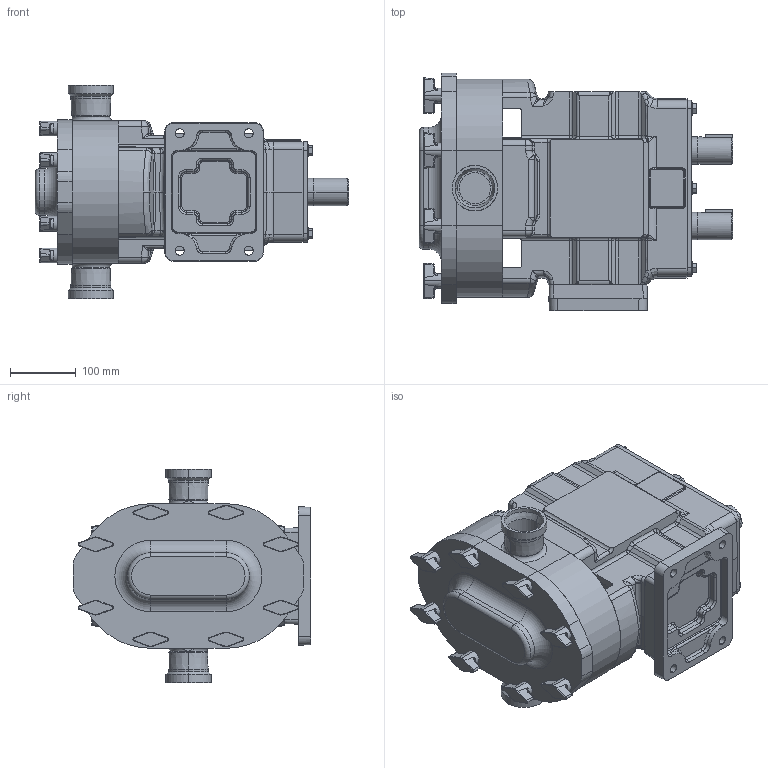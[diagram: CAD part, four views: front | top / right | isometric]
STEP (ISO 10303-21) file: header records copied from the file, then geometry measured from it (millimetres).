
FILE_DESCRIPTION (( 'STEP AP214' ), '1' );
FILE_NAME ('TRA10-0450-018.STEP', '2024-03-26T18:43:21', ( '' ), ( '' ), 'SwSTEP 2.0', 'SolidWorks 2022', '' );
FILE_SCHEMA (( 'AUTOMOTIVE_DESIGN' ));
Length unit declared in the file: inch
Products named in the file (5): TRA10-0450-018; 0600NPT20; TRA10-0600-GEARBOX-H; TRA10-0600-COVER-STD; TRA10-0450-BODY
Assembly tree (5 placements, depth 2):
  TRA10-0450-018
    TRA10-0600-GEARBOX-H
    TRA10-0450-BODY
    TRA10-0600-COVER-STD
    0600NPT20  x2
Bounding box: 475.32 x 360.3 x 323.85 mm (x, y, z)
Volume: 19440312.4 mm3; surface area: 874938.6 mm2
Topology: 5 solids, 5 shells, 1044 faces, 2536 edges, 1502 vertices
Faces by surface type: cylinder 371, plane 281, bspline 206, torus 96, cone 74, sphere 16
Entity records: 38174 total; most frequent: CARTESIAN_POINT 16226, ORIENTED_EDGE 4936, DIRECTION 4194, EDGE_CURVE 2468, AXIS2_PLACEMENT_3D 1618, VERTEX_POINT 1480, EDGE_LOOP 1062, FACE_OUTER_BOUND 1024
